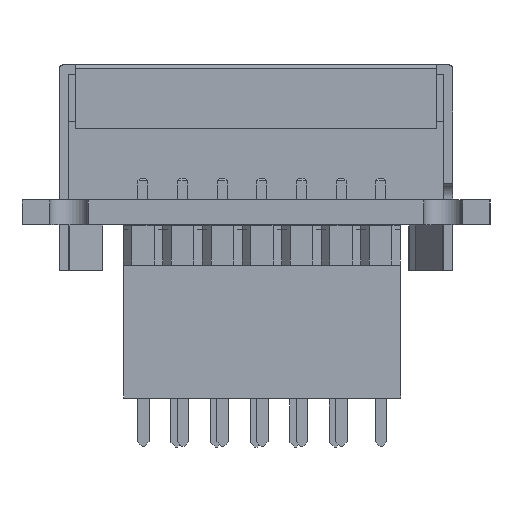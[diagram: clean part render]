
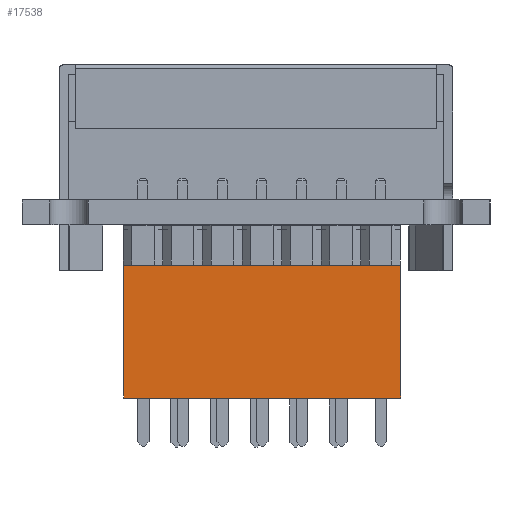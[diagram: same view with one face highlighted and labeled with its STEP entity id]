
A CAD part, left-side view. The second image highlights one B-rep face of the part: STEP entity #17538.
In plain terms, the highlighted face is planar.
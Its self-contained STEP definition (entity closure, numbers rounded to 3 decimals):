
#955=FACE_OUTER_BOUND('',#2014,.T.);
#2014=EDGE_LOOP('',(#12825,#12826,#12827,#12828));
#3398=LINE('',#25795,#5651);
#3429=LINE('',#25858,#5682);
#3504=LINE('',#26012,#5757);
#3507=LINE('',#26017,#5760);
#5651=VECTOR('',#20869,10.);
#5682=VECTOR('',#20908,10.);
#5757=VECTOR('',#21063,10.);
#5760=VECTOR('',#21070,10.);
#7663=VERTEX_POINT('',#25792);
#7664=VERTEX_POINT('',#25794);
#7692=VERTEX_POINT('',#25857);
#7731=VERTEX_POINT('',#26011);
#9454=EDGE_CURVE('',#7663,#7664,#3398,.T.);
#9485=EDGE_CURVE('',#7664,#7692,#3429,.T.);
#9560=EDGE_CURVE('',#7731,#7692,#3504,.T.);
#9563=EDGE_CURVE('',#7731,#7663,#3507,.T.);
#12825=ORIENTED_EDGE('',*,*,#9560,.T.);
#12826=ORIENTED_EDGE('',*,*,#9485,.F.);
#12827=ORIENTED_EDGE('',*,*,#9454,.F.);
#12828=ORIENTED_EDGE('',*,*,#9563,.F.);
#16619=PLANE('',#18748);
#17538=ADVANCED_FACE('',(#955),#16619,.T.);
#18748=AXIS2_PLACEMENT_3D('',#26084,#21139,#21140);
#20869=DIRECTION('',(1.,0.,0.));
#20908=DIRECTION('',(0.,0.,-1.));
#21063=DIRECTION('',(1.,0.,0.));
#21070=DIRECTION('',(0.,0.,1.));
#21139=DIRECTION('center_axis',(0.,-1.,0.));
#21140=DIRECTION('ref_axis',(1.,0.,0.));
#25792=CARTESIAN_POINT('',(-8.89,-2.52,8.6));
#25794=CARTESIAN_POINT('',(8.89,-2.52,8.6));
#25795=CARTESIAN_POINT('',(-8.89,-2.52,8.6));
#25857=CARTESIAN_POINT('',(8.89,-2.52,0.1));
#25858=CARTESIAN_POINT('',(8.89,-2.52,0.1));
#26011=CARTESIAN_POINT('',(-8.89,-2.52,0.1));
#26012=CARTESIAN_POINT('',(-8.89,-2.52,0.1));
#26017=CARTESIAN_POINT('',(-8.89,-2.52,0.1));
#26084=CARTESIAN_POINT('Origin',(-8.89,-2.52,0.1));
